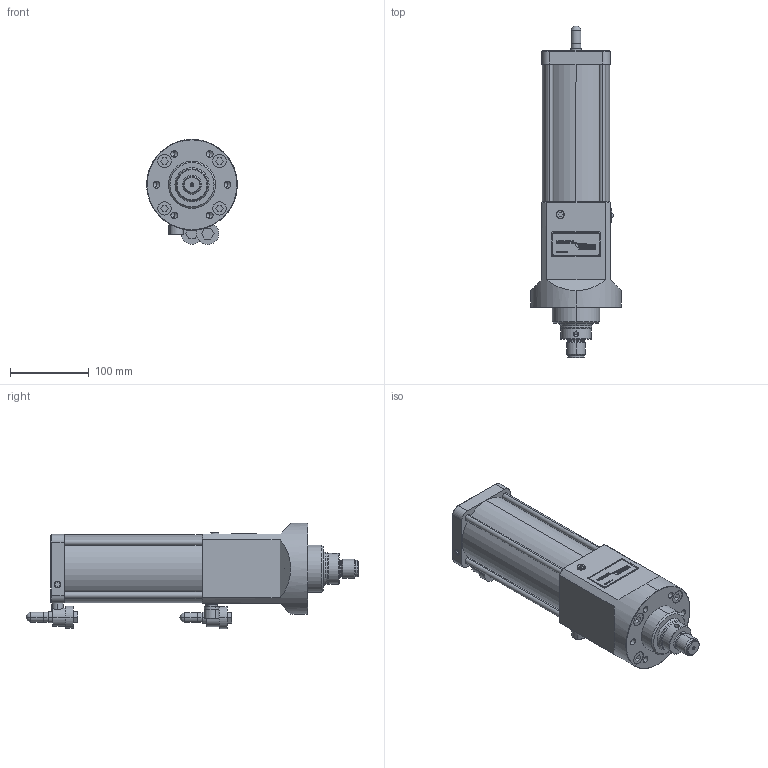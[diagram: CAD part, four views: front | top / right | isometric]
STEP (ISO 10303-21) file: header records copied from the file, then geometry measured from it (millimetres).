
FILE_DESCRIPTION (( 'STEP AP203' ), '1' );
FILE_NAME ('KC 10.STEP', '2017-12-14T09:36:38', ( 'Meuleman' ), ( '' ), 'SwSTEP 2.0', 'SolidWorks 2016', '' );
FILE_SCHEMA (( 'CONFIG_CONTROL_DESIGN' ));
Length unit declared in the file: millimetre
Products named in the file (1): KC 10
Bounding box: 115 x 421.5 x 133.5 mm (x, y, z)
Volume: 2402705.6 mm3; surface area: 171927.4 mm2
Topology: 6 solids, 6 shells, 1047 faces, 2656 edges, 1718 vertices
Faces by surface type: plane 657, bspline 166, cylinder 148, cone 60, torus 16
Entity records: 39466 total; most frequent: CARTESIAN_POINT 15179, ORIENTED_EDGE 5256, DIRECTION 4394, EDGE_CURVE 2628, VECTOR 1882, LINE 1882, VERTEX_POINT 1718, AXIS2_PLACEMENT_3D 1256
